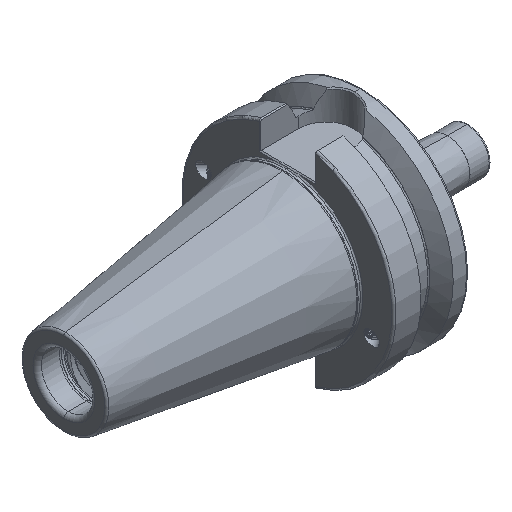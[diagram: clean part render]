
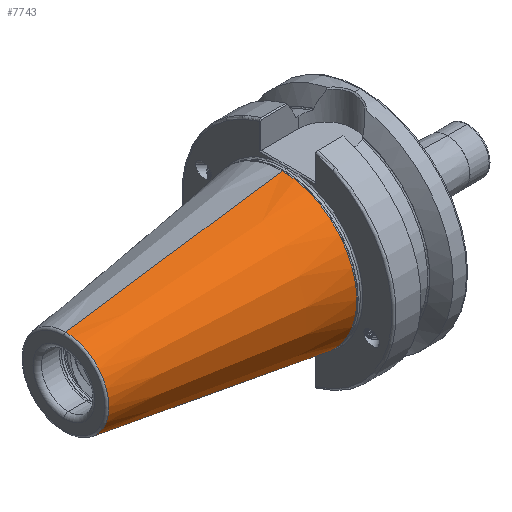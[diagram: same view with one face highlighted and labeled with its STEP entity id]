
A CAD part, isometric view. The second image highlights one B-rep face of the part: STEP entity #7743.
In plain terms, the highlighted conical face has half-angle 8.297 degrees and reference radius 34.998 mm.
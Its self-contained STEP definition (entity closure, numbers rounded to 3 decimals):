
#1319 = CONICAL_SURFACE ( 'NONE', #10207, 34.998, 0.145 ) ;
#1366 = CIRCLE ( 'NONE', #6158, 34.998 ) ;
#1367 = CIRCLE ( 'NONE', #6159, 20.204 ) ;
#2064 = CARTESIAN_POINT ( 'NONE',  ( -103.944, 0., -20.204 ) ) ;
#2065 = CARTESIAN_POINT ( 'NONE',  ( -103.944, 0., 20.204 ) ) ;
#2066 = CARTESIAN_POINT ( 'NONE',  ( -2.5, 0., 34.998 ) ) ;
#2067 = CARTESIAN_POINT ( 'NONE',  ( -2.5, 0., -34.998 ) ) ;
#3296 = EDGE_LOOP ( 'NONE', ( #3565, #3566, #3567, #3563 ) ) ;
#3563 = ORIENTED_EDGE ( 'NONE', *, *, #10817, .T. ) ;
#3565 = ORIENTED_EDGE ( 'NONE', *, *, #12875, .F. ) ;
#3566 = ORIENTED_EDGE ( 'NONE', *, *, #10818, .F. ) ;
#3567 = ORIENTED_EDGE ( 'NONE', *, *, #12877, .T. ) ;
#4795 = VERTEX_POINT ( 'NONE', #2064 ) ;
#4796 = VERTEX_POINT ( 'NONE', #2065 ) ;
#4797 = VERTEX_POINT ( 'NONE', #2066 ) ;
#4798 = VERTEX_POINT ( 'NONE', #2067 ) ;
#5011 = LINE ( 'NONE', #5012, #7843 ) ;
#5012 = CARTESIAN_POINT ( 'NONE',  ( -2.5, 0., 34.998 ) ) ;
#5013 = DIRECTION ( 'NONE',  ( 0.99, 0., 0.144 ) ) ;
#5017 = LINE ( 'NONE', #5018, #7846 ) ;
#5018 = CARTESIAN_POINT ( 'NONE',  ( -2.5, 0., -34.998 ) ) ;
#5019 = DIRECTION ( 'NONE',  ( 0.99, 0., -0.144 ) ) ;
#6158 = AXIS2_PLACEMENT_3D ( 'NONE', #8974, #8975, #8976 ) ;
#6159 = AXIS2_PLACEMENT_3D ( 'NONE', #8977, #8978, #8979 ) ;
#7743 = ADVANCED_FACE ( 'NONE', ( #10204 ), #1319, .T. ) ;
#7843 = VECTOR ( 'NONE', #5013, 1000. ) ;
#7846 = VECTOR ( 'NONE', #5019, 1000. ) ;
#8974 = CARTESIAN_POINT ( 'NONE',  ( -2.5, 0., 0. ) ) ;
#8975 = DIRECTION ( 'NONE',  ( -1., 0., 0. ) ) ;
#8976 = DIRECTION ( 'NONE',  ( 0., 0., 1. ) ) ;
#8977 = CARTESIAN_POINT ( 'NONE',  ( -103.944, 0., 0. ) ) ;
#8978 = DIRECTION ( 'NONE',  ( -1., 0., 0. ) ) ;
#8979 = DIRECTION ( 'NONE',  ( 0., 0., 1. ) ) ;
#10204 = FACE_OUTER_BOUND ( 'NONE', #3296, .T. ) ;
#10207 = AXIS2_PLACEMENT_3D ( 'NONE', #11525, #11526, #11527 ) ;
#10817 = EDGE_CURVE ( 'NONE', #4798, #4797, #1366, .T. ) ;
#10818 = EDGE_CURVE ( 'NONE', #4795, #4796, #1367, .T. ) ;
#11525 = CARTESIAN_POINT ( 'NONE',  ( -2.5, 0., 0. ) ) ;
#11526 = DIRECTION ( 'NONE',  ( 1., 0., 0. ) ) ;
#11527 = DIRECTION ( 'NONE',  ( 0., 0., -1. ) ) ;
#12875 = EDGE_CURVE ( 'NONE', #4796, #4797, #5011, .T. ) ;
#12877 = EDGE_CURVE ( 'NONE', #4795, #4798, #5017, .T. ) ;
